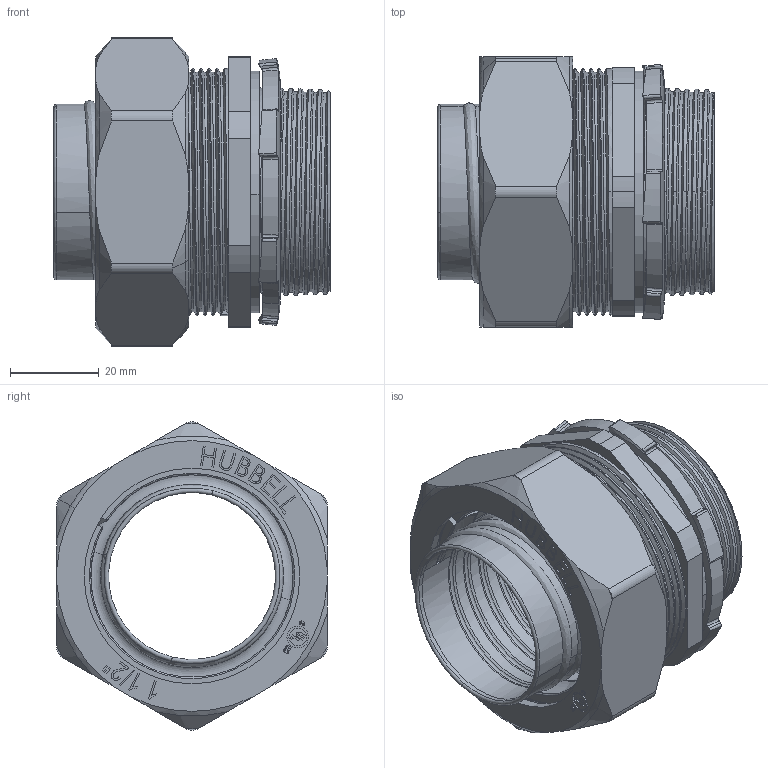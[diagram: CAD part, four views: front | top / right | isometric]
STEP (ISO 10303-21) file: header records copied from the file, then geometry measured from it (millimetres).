
FILE_DESCRIPTION (( 'STEP AP214' ), '1' );
FILE_NAME ('3406-8.STEP', '2019-07-31T19:50:03', ( '' ), ( '' ), 'SwSTEP 2.0', 'SolidWorks 2018', '' );
FILE_SCHEMA (( 'AUTOMOTIVE_DESIGN' ));
Length unit declared in the file: inch
Products named in the file (1): 3406-8
Bounding box: 62.3 x 61.01 x 69.71 mm (x, y, z)
Volume: 48852.7 mm3; surface area: 52454.6 mm2
Topology: 6 solids, 6 shells, 538 faces, 1479 edges, 978 vertices
Faces by surface type: plane 212, cylinder 117, bspline 92, cone 61, torus 54, sphere 2
Entity records: 46991 total; most frequent: CARTESIAN_POINT 27222, ORIENTED_EDGE 2958, DIRECTION 2226, EDGE_CURVE 1479, VERTEX_POINT 978, AXIS2_PLACEMENT_3D 762, VECTOR 702, LINE 702
